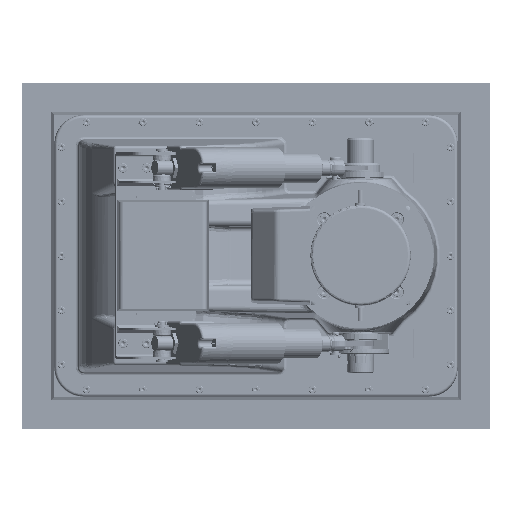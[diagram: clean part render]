
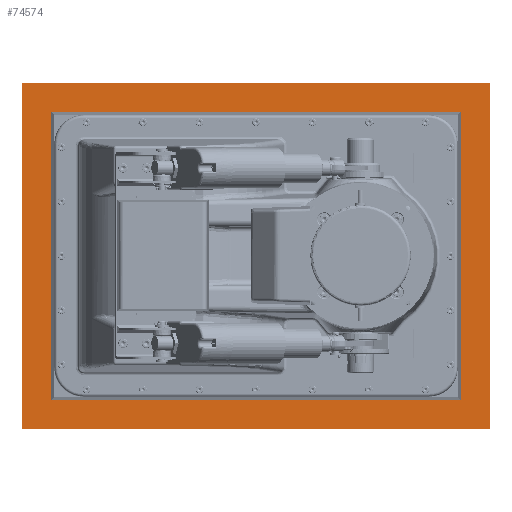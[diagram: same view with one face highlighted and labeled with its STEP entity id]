
A CAD part, top view. The second image highlights one B-rep face of the part: STEP entity #74574.
In plain terms, the highlighted planar face has unit normal (0, 0, 1).
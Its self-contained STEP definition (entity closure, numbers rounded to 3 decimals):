
#2773=FACE_BOUND('',#22896,.T.);
#3868=PLANE('',#79539);
#7872=LINE('',#108137,#12639);
#7876=LINE('',#108143,#12643);
#7878=LINE('',#108147,#12645);
#7879=LINE('',#108149,#12646);
#7880=LINE('',#108153,#12647);
#7884=LINE('',#108161,#12651);
#7887=LINE('',#108167,#12654);
#7890=LINE('',#108172,#12657);
#12639=VECTOR('',#88079,697.3);
#12643=VECTOR('',#88085,490.);
#12645=VECTOR('',#88089,697.3);
#12646=VECTOR('',#88092,490.);
#12647=VECTOR('',#88095,590.);
#12651=VECTOR('',#88101,797.3);
#12654=VECTOR('',#88106,590.);
#12657=VECTOR('',#88111,797.3);
#18286=FACE_OUTER_BOUND('',#22895,.T.);
#22895=EDGE_LOOP('',(#50170,#50171,#50172,#50173));
#22896=EDGE_LOOP('',(#50174,#50175,#50176,#50177));
#31505=VERTEX_POINT('',#108134);
#31506=VERTEX_POINT('',#108136);
#31507=VERTEX_POINT('',#108141);
#31508=VERTEX_POINT('',#108145);
#31509=VERTEX_POINT('',#108151);
#31510=VERTEX_POINT('',#108152);
#31513=VERTEX_POINT('',#108160);
#31515=VERTEX_POINT('',#108166);
#38764=EDGE_CURVE('',#31506,#31505,#7872,.T.);
#38768=EDGE_CURVE('',#31505,#31507,#7876,.T.);
#38770=EDGE_CURVE('',#31507,#31508,#7878,.T.);
#38771=EDGE_CURVE('',#31508,#31506,#7879,.T.);
#38772=EDGE_CURVE('',#31509,#31510,#7880,.T.);
#38776=EDGE_CURVE('',#31510,#31513,#7884,.T.);
#38779=EDGE_CURVE('',#31513,#31515,#7887,.T.);
#38782=EDGE_CURVE('',#31515,#31509,#7890,.T.);
#50170=ORIENTED_EDGE('',*,*,#38772,.F.);
#50171=ORIENTED_EDGE('',*,*,#38782,.F.);
#50172=ORIENTED_EDGE('',*,*,#38779,.F.);
#50173=ORIENTED_EDGE('',*,*,#38776,.F.);
#50174=ORIENTED_EDGE('',*,*,#38764,.T.);
#50175=ORIENTED_EDGE('',*,*,#38768,.T.);
#50176=ORIENTED_EDGE('',*,*,#38770,.T.);
#50177=ORIENTED_EDGE('',*,*,#38771,.T.);
#74574=ADVANCED_FACE('',(#18286,#2773),#3868,.T.);
#79539=AXIS2_PLACEMENT_3D('',#108175,#88115,#88116);
#88079=DIRECTION('',(-1.,0.,0.));
#88085=DIRECTION('',(0.,1.,0.));
#88089=DIRECTION('',(1.,0.,0.));
#88092=DIRECTION('',(0.,-1.,0.));
#88095=DIRECTION('',(0.,1.,0.));
#88101=DIRECTION('',(1.,0.,0.));
#88106=DIRECTION('',(0.,-1.,0.));
#88111=DIRECTION('',(-1.,0.,0.));
#88115=DIRECTION('center_axis',(0.,0.,
1.));
#88116=DIRECTION('ref_axis',(1.,0.,0.));
#108134=CARTESIAN_POINT('',(-29.143,-405.,-60.216));
#108136=CARTESIAN_POINT('',(668.157,-405.,-60.216));
#108137=CARTESIAN_POINT('',(493.832,-405.,-60.216));
#108141=CARTESIAN_POINT('',(-29.143,85.,-60.216));
#108143=CARTESIAN_POINT('',(-29.143,-282.5,-60.216));
#108145=CARTESIAN_POINT('',(668.157,85.,-60.216));
#108147=CARTESIAN_POINT('',(145.182,85.,-60.216));
#108149=CARTESIAN_POINT('',(668.157,-37.5,-60.216));
#108151=CARTESIAN_POINT('',(-79.143,-455.,-60.216));
#108152=CARTESIAN_POINT('',(-79.143,135.,-60.216));
#108153=CARTESIAN_POINT('',(-79.143,135.,-60.216));
#108160=CARTESIAN_POINT('',(718.157,135.,-60.216));
#108161=CARTESIAN_POINT('',(718.157,135.,-60.216));
#108166=CARTESIAN_POINT('',(718.157,-455.,-60.216));
#108167=CARTESIAN_POINT('',(718.157,-455.,-60.216));
#108172=CARTESIAN_POINT('',(-79.143,-455.,-60.216));
#108175=CARTESIAN_POINT('Origin',(319.507,-160.,-60.216));
